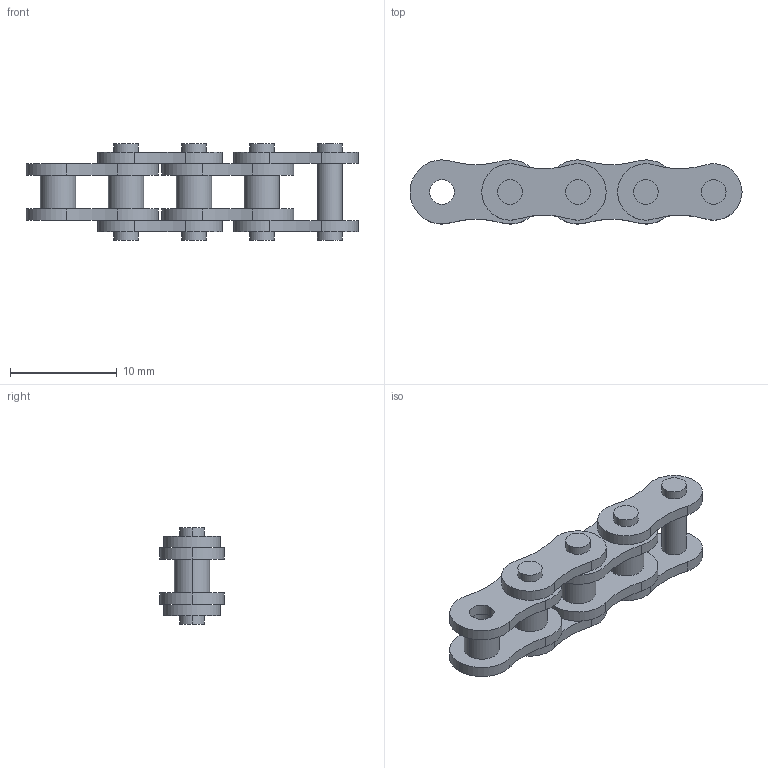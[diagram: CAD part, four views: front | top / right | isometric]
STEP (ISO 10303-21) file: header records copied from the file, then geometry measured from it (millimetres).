
FILE_DESCRIPTION (( 'STEP AP203' ), '1' );
FILE_NAME ('217-6439.STEP', '2021-03-24T21:27:57', ( '' ), ( '' ), 'SwSTEP 2.0', 'SolidWorks 2020', '' );
FILE_SCHEMA (( 'CONFIG_CONTROL_DESIGN' ));
Length unit declared in the file: inch
Products named in the file (1): 217-6439
Bounding box: 31.03 x 5.99 x 8.99 mm (x, y, z)
Volume: 612.2 mm3; surface area: 1435.1 mm2
Topology: 1 solids, 4 shells, 128 faces, 288 edges, 192 vertices
Faces by surface type: cylinder 96, plane 32
Entity records: 3789 total; most frequent: DIRECTION 738, CARTESIAN_POINT 609, ORIENTED_EDGE 576, AXIS2_PLACEMENT_3D 321, EDGE_CURVE 288, CIRCLE 192, VERTEX_POINT 192, EDGE_LOOP 168
